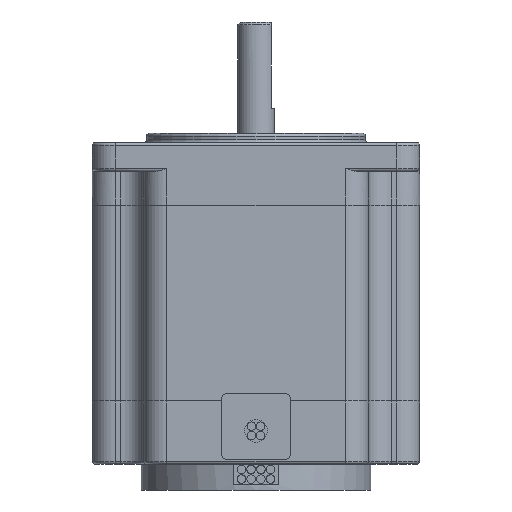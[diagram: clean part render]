
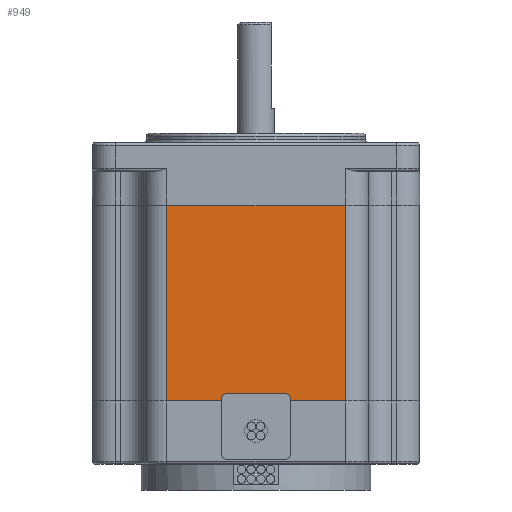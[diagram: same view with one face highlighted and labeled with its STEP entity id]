
A CAD part, front view. The second image highlights one B-rep face of the part: STEP entity #949.
In plain terms, the highlighted planar face has unit normal (0, -1, 0).
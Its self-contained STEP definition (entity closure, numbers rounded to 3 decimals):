
#670 = VECTOR ( 'NONE', #8662, 1000. ) ;
#949 = ADVANCED_FACE ( 'NONE', ( #4548 ), #11653, .F. ) ;
#1036 = DIRECTION ( 'NONE',  ( 0., 1., 0. ) ) ;
#1234 = LINE ( 'NONE', #4145, #16992 ) ;
#1416 = EDGE_CURVE ( 'NONE', #11139, #19238, #1617, .T. ) ;
#1466 = AXIS2_PLACEMENT_3D ( 'NONE', #1601, #4868, #12422 ) ;
#1572 = LINE ( 'NONE', #8931, #19493 ) ;
#1601 = CARTESIAN_POINT ( 'NONE',  ( 5., -28.5, 11.3 ) ) ;
#1617 = LINE ( 'NONE', #17821, #8311 ) ;
#2336 = DIRECTION ( 'NONE',  ( -1., 0., 0. ) ) ;
#2401 = EDGE_CURVE ( 'NONE', #16348, #11139, #12349, .T. ) ;
#2420 = EDGE_CURVE ( 'NONE', #19238, #11966, #6343, .T. ) ;
#2531 = DIRECTION ( 'NONE',  ( 0., 0., 1. ) ) ;
#2580 = EDGE_CURVE ( 'NONE', #16348, #7310, #1572, .T. ) ;
#2683 = DIRECTION ( 'NONE',  ( -1., 0., 0. ) ) ;
#2911 = DIRECTION ( 'NONE',  ( 0., 0., -1. ) ) ;
#3517 = DIRECTION ( 'NONE',  ( 0., 0., 1. ) ) ;
#3906 = AXIS2_PLACEMENT_3D ( 'NONE', #4643, #12015, #15110 ) ;
#4045 = EDGE_CURVE ( 'NONE', #6319, #5862, #19646, .T. ) ;
#4145 = CARTESIAN_POINT ( 'NONE',  ( -6., -28.5, 12.3 ) ) ;
#4465 = DIRECTION ( 'NONE',  ( -1., 0., 0. ) ) ;
#4548 = FACE_OUTER_BOUND ( 'NONE', #13185, .T. ) ;
#4643 = CARTESIAN_POINT ( 'NONE',  ( -5., -28.5, 11.3 ) ) ;
#4868 = DIRECTION ( 'NONE',  ( 0., 1., 0. ) ) ;
#5398 = CARTESIAN_POINT ( 'NONE',  ( -6., -28.5, 11.01 ) ) ;
#5436 = ORIENTED_EDGE ( 'NONE', *, *, #17023, .F. ) ;
#5552 = CARTESIAN_POINT ( 'NONE',  ( 0., -28.5, 11.01 ) ) ;
#5862 = VERTEX_POINT ( 'NONE', #6241 ) ;
#5900 = CARTESIAN_POINT ( 'NONE',  ( -15.57, -28.5, 11.01 ) ) ;
#6113 = DIRECTION ( 'NONE',  ( -1., 0., 0. ) ) ;
#6241 = CARTESIAN_POINT ( 'NONE',  ( -5., -28.5, 12.3 ) ) ;
#6319 = VERTEX_POINT ( 'NONE', #12076 ) ;
#6343 = LINE ( 'NONE', #11749, #12831 ) ;
#6697 = ORIENTED_EDGE ( 'NONE', *, *, #19153, .F. ) ;
#7023 = VECTOR ( 'NONE', #3517, 1000. ) ;
#7310 = VERTEX_POINT ( 'NONE', #7615 ) ;
#7615 = CARTESIAN_POINT ( 'NONE',  ( 6., -28.5, 11.01 ) ) ;
#7731 = ORIENTED_EDGE ( 'NONE', *, *, #1416, .T. ) ;
#7744 = LINE ( 'NONE', #12887, #7023 ) ;
#8245 = CARTESIAN_POINT ( 'NONE',  ( 15.57, -28.5, 11.01 ) ) ;
#8311 = VECTOR ( 'NONE', #2683, 1000. ) ;
#8543 = DIRECTION ( 'NONE',  ( 0., 0., -1. ) ) ;
#8662 = DIRECTION ( 'NONE',  ( 0., 0., 1. ) ) ;
#8931 = CARTESIAN_POINT ( 'NONE',  ( 0., -28.5, 11.01 ) ) ;
#9133 = VECTOR ( 'NONE', #6113, 1000. ) ;
#9435 = CIRCLE ( 'NONE', #1466, 1. ) ;
#9517 = CARTESIAN_POINT ( 'NONE',  ( -15.57, -28.5, 44.99 ) ) ;
#10070 = ORIENTED_EDGE ( 'NONE', *, *, #4045, .T. ) ;
#10386 = ORIENTED_EDGE ( 'NONE', *, *, #16006, .F. ) ;
#11111 = ORIENTED_EDGE ( 'NONE', *, *, #18592, .F. ) ;
#11135 = VERTEX_POINT ( 'NONE', #14914 ) ;
#11139 = VERTEX_POINT ( 'NONE', #14779 ) ;
#11527 = LINE ( 'NONE', #16812, #9133 ) ;
#11653 = PLANE ( 'NONE',  #17892 ) ;
#11749 = CARTESIAN_POINT ( 'NONE',  ( -15.57, -28.5, 11.01 ) ) ;
#11966 = VERTEX_POINT ( 'NONE', #5900 ) ;
#12015 = DIRECTION ( 'NONE',  ( 0., 1., 0. ) ) ;
#12076 = CARTESIAN_POINT ( 'NONE',  ( -6., -28.5, 11.3 ) ) ;
#12349 = LINE ( 'NONE', #19354, #670 ) ;
#12422 = DIRECTION ( 'NONE',  ( 0., 0., 1. ) ) ;
#12831 = VECTOR ( 'NONE', #8543, 1000. ) ;
#12887 = CARTESIAN_POINT ( 'NONE',  ( 6., -28.5, 12.3 ) ) ;
#13185 = EDGE_LOOP ( 'NONE', ( #10386, #14557, #16917, #7731, #19575, #11111, #5436, #10070, #6697, #17801 ) ) ;
#14557 = ORIENTED_EDGE ( 'NONE', *, *, #2580, .F. ) ;
#14733 = VERTEX_POINT ( 'NONE', #5398 ) ;
#14779 = CARTESIAN_POINT ( 'NONE',  ( 15.57, -28.5, 44.99 ) ) ;
#14914 = CARTESIAN_POINT ( 'NONE',  ( 6., -28.5, 11.3 ) ) ;
#15110 = DIRECTION ( 'NONE',  ( 0., 0., 1. ) ) ;
#15845 = EDGE_CURVE ( 'NONE', #16476, #11135, #9435, .T. ) ;
#16006 = EDGE_CURVE ( 'NONE', #7310, #11135, #7744, .T. ) ;
#16348 = VERTEX_POINT ( 'NONE', #8245 ) ;
#16476 = VERTEX_POINT ( 'NONE', #19260 ) ;
#16812 = CARTESIAN_POINT ( 'NONE',  ( 6., -28.5, 12.3 ) ) ;
#16917 = ORIENTED_EDGE ( 'NONE', *, *, #2401, .T. ) ;
#16992 = VECTOR ( 'NONE', #2911, 1000. ) ;
#17023 = EDGE_CURVE ( 'NONE', #6319, #14733, #1234, .T. ) ;
#17319 = VECTOR ( 'NONE', #2336, 1000. ) ;
#17801 = ORIENTED_EDGE ( 'NONE', *, *, #15845, .T. ) ;
#17821 = CARTESIAN_POINT ( 'NONE',  ( 0., -28.5, 44.99 ) ) ;
#17892 = AXIS2_PLACEMENT_3D ( 'NONE', #19312, #1036, #2531 ) ;
#18592 = EDGE_CURVE ( 'NONE', #14733, #11966, #18969, .T. ) ;
#18969 = LINE ( 'NONE', #5552, #17319 ) ;
#19153 = EDGE_CURVE ( 'NONE', #16476, #5862, #11527, .T. ) ;
#19238 = VERTEX_POINT ( 'NONE', #9517 ) ;
#19260 = CARTESIAN_POINT ( 'NONE',  ( 5., -28.5, 12.3 ) ) ;
#19312 = CARTESIAN_POINT ( 'NONE',  ( 0., -28.5, 56. ) ) ;
#19354 = CARTESIAN_POINT ( 'NONE',  ( 15.57, -28.5, 44.99 ) ) ;
#19493 = VECTOR ( 'NONE', #4465, 1000. ) ;
#19575 = ORIENTED_EDGE ( 'NONE', *, *, #2420, .T. ) ;
#19646 = CIRCLE ( 'NONE', #3906, 1. ) ;
